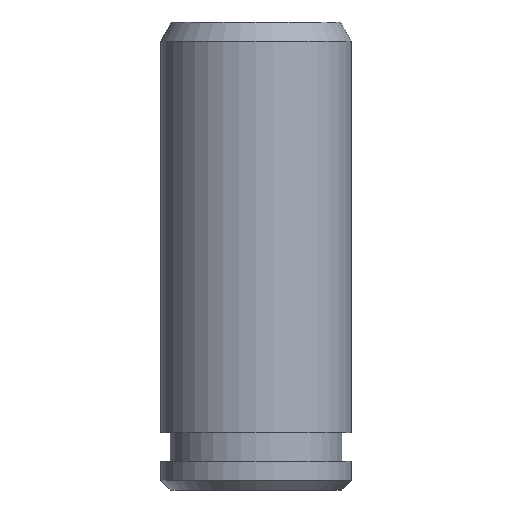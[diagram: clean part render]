
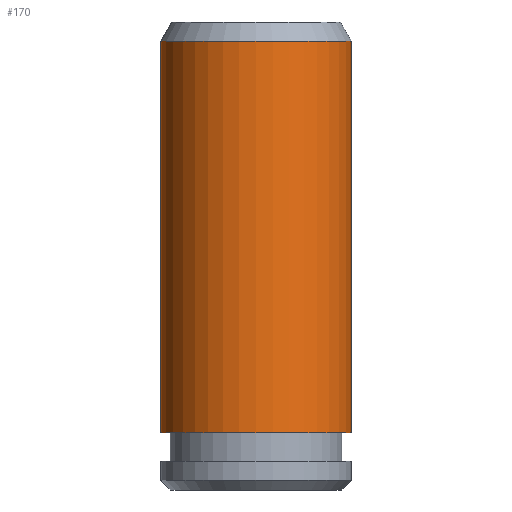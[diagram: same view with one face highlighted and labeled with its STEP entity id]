
A CAD part, left-side view. The second image highlights one B-rep face of the part: STEP entity #170.
In plain terms, the highlighted cylindrical face has radius 5 mm (diameter 10 mm), a partial arc.
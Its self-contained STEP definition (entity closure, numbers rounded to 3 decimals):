
#100=EDGE_CURVE('NONE',#164,#142,#269,.T.);
#120=VERTEX_POINT('NONE',#290);
#136=EDGE_CURVE('NONE',#188,#142,#308,.T.);
#142=VERTEX_POINT('NONE',#314);
#164=VERTEX_POINT('NONE',#339);
#170=ADVANCED_FACE('NONE',(#346),#347,.T.);
#180=EDGE_CURVE('NONE',#120,#188,#360,.T.);
#188=VERTEX_POINT('NONE',#368);
#234=EDGE_CURVE('NONE',#120,#164,#421,.T.);
#269=LINE('',#451,#452);
#290=CARTESIAN_POINT('',(0.0,-5.0,23.5));
#308=CIRCLE('',#504,5.0);
#314=CARTESIAN_POINT('',(0.,5.0,3.0));
#339=CARTESIAN_POINT('',(0.,5.0,23.5));
#346=FACE_OUTER_BOUND('',#553,.T.);
#347=CYLINDRICAL_SURFACE('',#554,5.0);
#360=LINE('',#568,#569);
#368=CARTESIAN_POINT('',(0.0,-5.0,3.0));
#421=CIRCLE('',#649,5.0);
#451=CARTESIAN_POINT('',(0.,5.0,-1.136));
#452=VECTOR('',#674,1000.0);
#504=AXIS2_PLACEMENT_3D('',#707,#708,#709);
#553=EDGE_LOOP('',(#758,#759,#760,#761));
#554=AXIS2_PLACEMENT_3D('',#762,#763,#764);
#568=CARTESIAN_POINT('',(0.0,-5.0,-1.136));
#569=VECTOR('',#781,1000.0);
#649=AXIS2_PLACEMENT_3D('',#862,#863,#864);
#674=DIRECTION('',(0.0,0.0,-1.0));
#707=CARTESIAN_POINT('',(0.0,0.0,3.0));
#708=DIRECTION('',(0.0,0.0,-1.0));
#709=DIRECTION('',(0.0,-1.0,0.0));
#758=ORIENTED_EDGE('',*,*,#234,.T.);
#759=ORIENTED_EDGE('',*,*,#100,.T.);
#760=ORIENTED_EDGE('',*,*,#136,.F.);
#761=ORIENTED_EDGE('',*,*,#180,.F.);
#762=CARTESIAN_POINT('',(0.0,0.0,-1.136));
#763=DIRECTION('',(0.0,-0.0,-1.0));
#764=DIRECTION('',(0.0,-1.0,0.0));
#781=DIRECTION('',(0.0,0.0,-1.0));
#862=CARTESIAN_POINT('',(0.0,0.0,23.5));
#863=DIRECTION('',(0.0,0.0,-1.0));
#864=DIRECTION('',(0.0,-1.0,0.0));
